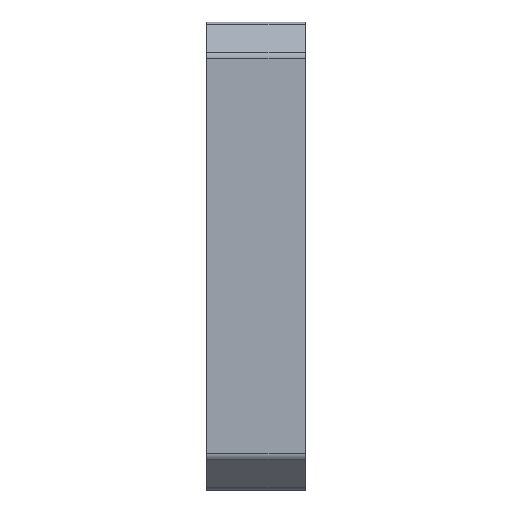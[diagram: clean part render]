
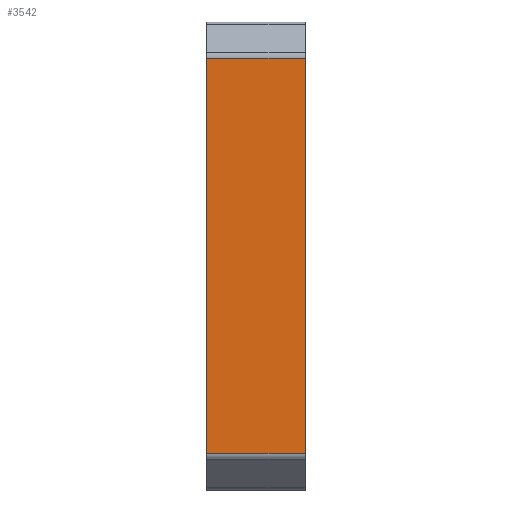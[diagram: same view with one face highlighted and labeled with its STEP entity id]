
A CAD part, left-side view. The second image highlights one B-rep face of the part: STEP entity #3542.
In plain terms, the highlighted planar face has unit normal (-1, 0, 0).
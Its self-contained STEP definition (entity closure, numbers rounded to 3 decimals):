
#43 = LINE ( 'NONE', #2363, #8053 ) ;
#146 = CARTESIAN_POINT ( 'NONE',  ( -136., 60., -120.429 ) ) ;
#281 = LINE ( 'NONE', #6987, #5495 ) ;
#626 = LINE ( 'NONE', #4955, #4962 ) ;
#670 = DIRECTION ( 'NONE',  ( 0., 0., 1. ) ) ;
#982 = EDGE_LOOP ( 'NONE', ( #2430, #6092, #4906, #2957 ) ) ;
#1159 = VERTEX_POINT ( 'NONE', #4926 ) ;
#1235 = VERTEX_POINT ( 'NONE', #1898 ) ;
#1452 = CARTESIAN_POINT ( 'NONE',  ( -136., 60., -80.5 ) ) ;
#1576 = PLANE ( 'NONE',  #3929 ) ;
#1898 = CARTESIAN_POINT ( 'NONE',  ( -136., 0., -120.429 ) ) ;
#1952 = EDGE_CURVE ( 'NONE', #1996, #7114, #3592, .T. ) ;
#1996 = VERTEX_POINT ( 'NONE', #146 ) ;
#2312 = DIRECTION ( 'NONE',  ( 0., 0., -1. ) ) ;
#2363 = CARTESIAN_POINT ( 'NONE',  ( -136., 0., -120.429 ) ) ;
#2430 = ORIENTED_EDGE ( 'NONE', *, *, #6451, .T. ) ;
#2957 = ORIENTED_EDGE ( 'NONE', *, *, #7647, .T. ) ;
#3185 = CARTESIAN_POINT ( 'NONE',  ( -136., 60., 120.429 ) ) ;
#3542 = ADVANCED_FACE ( 'NONE', ( #8334 ), #1576, .F. ) ;
#3592 = LINE ( 'NONE', #1452, #8934 ) ;
#3786 = DIRECTION ( 'NONE',  ( 0., -1., 0. ) ) ;
#3929 = AXIS2_PLACEMENT_3D ( 'NONE', #4436, #8016, #2312 ) ;
#4390 = DIRECTION ( 'NONE',  ( 0., 1., 0. ) ) ;
#4436 = CARTESIAN_POINT ( 'NONE',  ( -136., 365., -142.5 ) ) ;
#4906 = ORIENTED_EDGE ( 'NONE', *, *, #1952, .F. ) ;
#4926 = CARTESIAN_POINT ( 'NONE',  ( -136., 0., 120.429 ) ) ;
#4955 = CARTESIAN_POINT ( 'NONE',  ( -136., 60., 120.429 ) ) ;
#4962 = VECTOR ( 'NONE', #4390, 1000. ) ;
#5495 = VECTOR ( 'NONE', #9079, 1000. ) ;
#6092 = ORIENTED_EDGE ( 'NONE', *, *, #8439, .T. ) ;
#6451 = EDGE_CURVE ( 'NONE', #1235, #1159, #281, .T. ) ;
#6987 = CARTESIAN_POINT ( 'NONE',  ( -136., 0., -142.5 ) ) ;
#7114 = VERTEX_POINT ( 'NONE', #3185 ) ;
#7647 = EDGE_CURVE ( 'NONE', #1996, #1235, #43, .T. ) ;
#8016 = DIRECTION ( 'NONE',  ( 1., 0., 0. ) ) ;
#8053 = VECTOR ( 'NONE', #3786, 1000. ) ;
#8334 = FACE_OUTER_BOUND ( 'NONE', #982, .T. ) ;
#8439 = EDGE_CURVE ( 'NONE', #1159, #7114, #626, .T. ) ;
#8934 = VECTOR ( 'NONE', #670, 1000. ) ;
#9079 = DIRECTION ( 'NONE',  ( 0., 0., 1. ) ) ;
